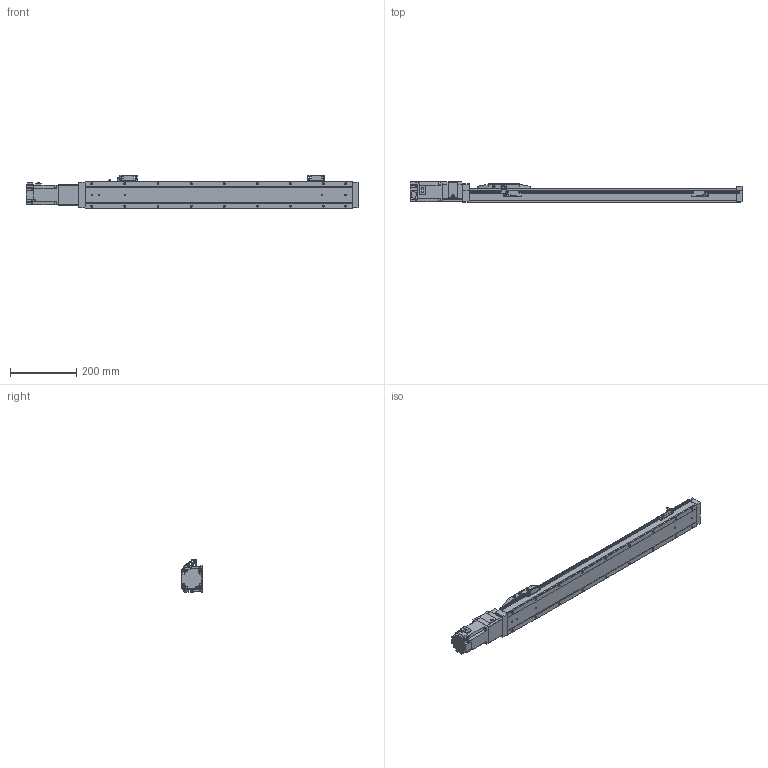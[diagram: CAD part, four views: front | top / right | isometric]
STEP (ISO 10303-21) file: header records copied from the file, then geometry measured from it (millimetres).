
FILE_DESCRIPTION (( 'STEP AP214' ), '1' );
FILE_NAME ('MLU80BC-14XLD-0600-XXXX.STEP', '2025-02-25T19:35:06', ( '' ), ( '' ), 'SwSTEP 2.0', 'SolidWorks 2022', '' );
FILE_SCHEMA (( 'AUTOMOTIVE_DESIGN' ));
Length unit declared in the file: millimetre
Products named in the file (12): MLU80-600SENSORPLATE; MLU80-600FANGTOOTH; MLU80BC-14XLD-0600-XXXX(2); MLU80-600SENSOR; MLU80-600-2; MLU80BC-14XLD-0600-XXXX; MLU80-600-1; MLU80-600-4; MLU80-600MOTOR; MLU80-600-3; MLU80-600-5; MLU80-600CARRIAGE
Assembly tree (13 placements, depth 3):
  MLU80BC-14XLD-0600-XXXX
    MLU80BC-14XLD-0600-XXXX(2)
      MLU80-600-1
      MLU80-600-2
      MLU80-600-3
      MLU80-600MOTOR
      MLU80-600-4
      MLU80-600FANGTOOTH
      MLU80-600CARRIAGE
      MLU80-600-5
      MLU80-600SENSORPLATE  x2
      MLU80-600SENSOR  x2
Bounding box: 1004.3 x 62.5 x 101 mm (x, y, z)
Volume: 3236365.3 mm3; surface area: 374962.7 mm2
Topology: 12 solids, 12 shells, 1107 faces, 2792 edges, 1826 vertices
Faces by surface type: plane 608, cylinder 393, cone 68, torus 38
Entity records: 29868 total; most frequent: CARTESIAN_POINT 5401, DIRECTION 5136, ORIENTED_EDGE 4864, EDGE_CURVE 2432, AXIS2_PLACEMENT_3D 1765, VECTOR 1606, LINE 1606, VERTEX_POINT 1590
